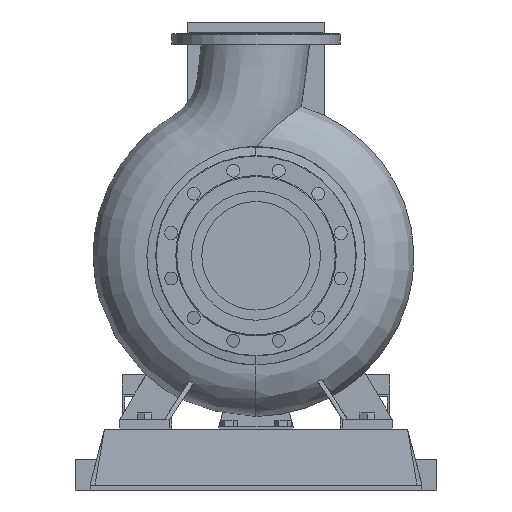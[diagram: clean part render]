
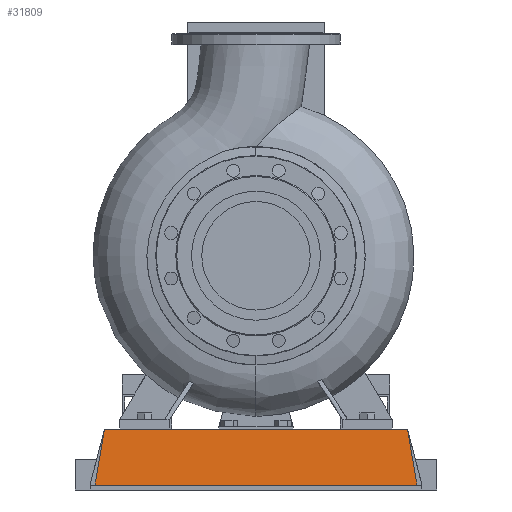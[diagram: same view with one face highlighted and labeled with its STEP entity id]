
A CAD part, left-side view. The second image highlights one B-rep face of the part: STEP entity #31809.
In plain terms, the highlighted free-form (B-spline) face has degree [1, 1] with [2, 2] control points.
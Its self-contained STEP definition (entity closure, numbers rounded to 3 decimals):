
#30107=CARTESIAN_POINT('',(-120.,325.0,10.0));
#30108=VERTEX_POINT('',#30107);
#30115=CARTESIAN_POINT('',(-110.,306.0,123.0));
#30116=VERTEX_POINT('',#30115);
#30117=CARTESIAN_POINT('',(-110.,306.0,123.0));
#30118=DIRECTION('',(-0.087,0.165,-0.982));
#30119=VECTOR('',#30118,115.022);
#30120=LINE('',#30117,#30119);
#30121=EDGE_CURVE('',#30116,#30108,#30120,.T.);
#30163=CARTESIAN_POINT('',(-120.,-325.0,10.0));
#30164=VERTEX_POINT('',#30163);
#30171=CARTESIAN_POINT('',(-120.,-325.0,10.0));
#30172=DIRECTION('',(0.0,1.0,0.0));
#30173=VECTOR('',#30172,650.0);
#30174=LINE('',#30171,#30173);
#30175=EDGE_CURVE('',#30164,#30108,#30174,.T.);
#30848=CARTESIAN_POINT('',(-110.,-306.0,123.0));
#30849=VERTEX_POINT('',#30848);
#30856=CARTESIAN_POINT('',(-110.,-306.0,123.0));
#30857=DIRECTION('',(-0.087,-0.165,-0.982));
#30858=VECTOR('',#30857,115.022);
#30859=LINE('',#30856,#30858);
#30860=EDGE_CURVE('',#30849,#30164,#30859,.T.);
#31772=CARTESIAN_POINT('',(-110.,306.0,123.0));
#31773=DIRECTION('',(0.0,-1.0,0.0));
#31774=VECTOR('',#31773,612.0);
#31775=LINE('',#31772,#31774);
#31776=EDGE_CURVE('',#30116,#30849,#31775,.T.);
#31798=CARTESIAN_POINT('',(-120.,-325.0,10.));
#31799=CARTESIAN_POINT('',(-110.,-325.0,123.));
#31800=CARTESIAN_POINT('',(-120.,325.0,10.));
#31801=CARTESIAN_POINT('',(-110.,325.0,123.));
#31802=B_SPLINE_SURFACE_WITH_KNOTS('',1,1,((#31798,#31800),(#31799,#31801)),.UNSPECIFIED.,.F.,.F.,.U.,(2,2),(2,2),(0.0,113.442),(0.0,650.0),.UNSPECIFIED.);
#31803=ORIENTED_EDGE('',*,*,#31776,.F.);
#31804=ORIENTED_EDGE('',*,*,#30121,.T.);
#31805=ORIENTED_EDGE('',*,*,#30175,.F.);
#31806=ORIENTED_EDGE('',*,*,#30860,.F.);
#31807=EDGE_LOOP('',(#31803,#31804,#31805,#31806));
#31808=FACE_OUTER_BOUND('',#31807,.T.);
#31809=ADVANCED_FACE('',(#31808),#31802,.T.);
